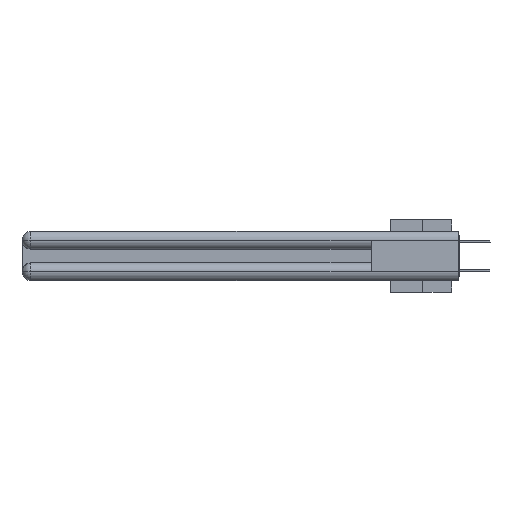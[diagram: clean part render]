
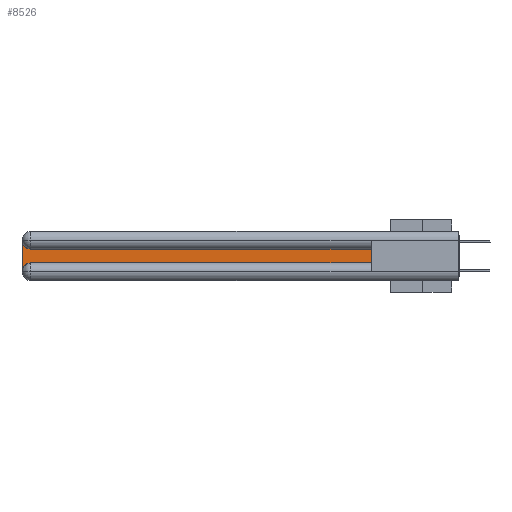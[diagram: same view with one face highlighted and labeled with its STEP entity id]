
A CAD part, left-side view. The second image highlights one B-rep face of the part: STEP entity #8526.
In plain terms, the highlighted planar face has unit normal (-1, 0, 0).
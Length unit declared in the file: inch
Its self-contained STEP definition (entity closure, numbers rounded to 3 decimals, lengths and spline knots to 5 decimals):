
#441 = CARTESIAN_POINT ( 'NONE',  ( 0.075, 3., -0.2175 ) ) ;
#547 = DIRECTION ( 'NONE',  ( 0., 0., -1. ) ) ;
#1121 = VECTOR ( 'NONE', #23204, 39.37008 ) ;
#1292 = DIRECTION ( 'NONE',  ( 0., 0., 1. ) ) ;
#1609 = DIRECTION ( 'NONE',  ( 0., 0., -1. ) ) ;
#2980 = EDGE_CURVE ( 'NONE', #11811, #26613, #33914, .T. ) ;
#3955 = AXIS2_PLACEMENT_3D ( 'NONE', #38024, #8787, #1609 ) ;
#4502 = EDGE_CURVE ( 'NONE', #36011, #33864, #23829, .T. ) ;
#4679 = VERTEX_POINT ( 'NONE', #26475 ) ;
#5156 = ORIENTED_EDGE ( 'NONE', *, *, #2980, .T. ) ;
#5241 = CARTESIAN_POINT ( 'NONE',  ( 0.075, 2.94, -0.2175 ) ) ;
#5649 = AXIS2_PLACEMENT_3D ( 'NONE', #33065, #33726, #547 ) ;
#6291 = VECTOR ( 'NONE', #32017, 39.37008 ) ;
#7202 = EDGE_CURVE ( 'NONE', #26613, #11887, #21828, .T. ) ;
#7685 = EDGE_CURVE ( 'NONE', #4679, #36011, #10471, .T. ) ;
#8526 = ADVANCED_FACE ( 'NONE', ( #18864 ), #34929, .F. ) ;
#8787 = DIRECTION ( 'NONE',  ( 1., 0., 0. ) ) ;
#9052 = ORIENTED_EDGE ( 'NONE', *, *, #34862, .T. ) ;
#10471 = LINE ( 'NONE', #10836, #17988 ) ;
#10506 = CARTESIAN_POINT ( 'NONE',  ( 0.075, 3., -0.0625 ) ) ;
#10836 = CARTESIAN_POINT ( 'NONE',  ( 0.075, 0.6, -0.2175 ) ) ;
#11706 = ORIENTED_EDGE ( 'NONE', *, *, #4502, .T. ) ;
#11811 = VERTEX_POINT ( 'NONE', #10506 ) ;
#11887 = VERTEX_POINT ( 'NONE', #5241 ) ;
#14163 = ORIENTED_EDGE ( 'NONE', *, *, #7202, .T. ) ;
#16343 = CARTESIAN_POINT ( 'NONE',  ( 0.075, 3., -0.2775 ) ) ;
#16815 = DIRECTION ( 'NONE',  ( 0., 0., -1. ) ) ;
#17988 = VECTOR ( 'NONE', #1292, 39.37008 ) ;
#18459 = CARTESIAN_POINT ( 'NONE',  ( 0.075, 0.6, -0.1225 ) ) ;
#18864 = FACE_OUTER_BOUND ( 'NONE', #23663, .T. ) ;
#21126 = VECTOR ( 'NONE', #36446, 39.37008 ) ;
#21828 = CIRCLE ( 'NONE', #3955, 0.06 ) ;
#22893 = CARTESIAN_POINT ( 'NONE',  ( 0.075, 3., -0.1225 ) ) ;
#23204 = DIRECTION ( 'NONE',  ( 0., 1., 0. ) ) ;
#23663 = EDGE_LOOP ( 'NONE', ( #11706, #36354, #5156, #14163, #9052, #28774 ) ) ;
#23829 = LINE ( 'NONE', #38065, #1121 ) ;
#26475 = CARTESIAN_POINT ( 'NONE',  ( 0.075, 0.6, -0.2175 ) ) ;
#26594 = LINE ( 'NONE', #28443, #6291 ) ;
#26613 = VERTEX_POINT ( 'NONE', #16343 ) ;
#28443 = CARTESIAN_POINT ( 'NONE',  ( 0.075, 0.6, -0.2175 ) ) ;
#28774 = ORIENTED_EDGE ( 'NONE', *, *, #7685, .T. ) ;
#31887 = DIRECTION ( 'NONE',  ( 1., 0., 0. ) ) ;
#32017 = DIRECTION ( 'NONE',  ( 0., -1., 0. ) ) ;
#32957 = CIRCLE ( 'NONE', #5649, 0.06 ) ;
#33018 = CARTESIAN_POINT ( 'NONE',  ( 0.075, 2.94, -0.1225 ) ) ;
#33065 = CARTESIAN_POINT ( 'NONE',  ( 0.075, 2.94, -0.0625 ) ) ;
#33726 = DIRECTION ( 'NONE',  ( 1., 0., 0. ) ) ;
#33864 = VERTEX_POINT ( 'NONE', #33018 ) ;
#33914 = LINE ( 'NONE', #441, #21126 ) ;
#34862 = EDGE_CURVE ( 'NONE', #11887, #4679, #26594, .T. ) ;
#34929 = PLANE ( 'NONE',  #37796 ) ;
#36011 = VERTEX_POINT ( 'NONE', #18459 ) ;
#36354 = ORIENTED_EDGE ( 'NONE', *, *, #38310, .T. ) ;
#36446 = DIRECTION ( 'NONE',  ( 0., 0., -1. ) ) ;
#37796 = AXIS2_PLACEMENT_3D ( 'NONE', #22893, #31887, #16815 ) ;
#38024 = CARTESIAN_POINT ( 'NONE',  ( 0.075, 2.94, -0.2775 ) ) ;
#38065 = CARTESIAN_POINT ( 'NONE',  ( 0.075, 0.6, -0.1225 ) ) ;
#38310 = EDGE_CURVE ( 'NONE', #33864, #11811, #32957, .T. ) ;
